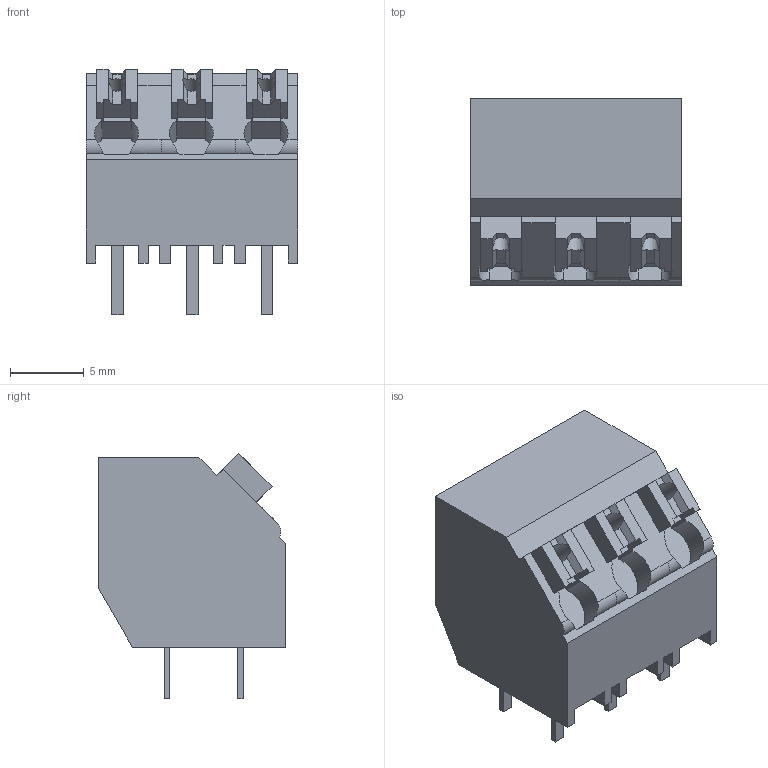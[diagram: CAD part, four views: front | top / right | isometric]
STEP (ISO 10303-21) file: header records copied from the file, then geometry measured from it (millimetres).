
FILE_DESCRIPTION(('CATIA V5 STEP Exchange','CAx-IF Rec.Pracs.--- Model Styling and Organization---1.2---2011-12-15'),'2;1');
FILE_NAME ('D1458440_0_1885030000_1885030000.stp','2018-03-20T13:46:53+00:00',('none'),('Weidmueller'),'CATIA Version 5-6 Release 2014','CATIA V5 STEP AP214','none');
FILE_SCHEMA(('AUTOMOTIVE_DESIGN { 1 0 10303 214 1 1 1 1 }'));
Length unit declared in the file: millimetre
Products named in the file (1): 1885030000
Bounding box: 14.36 x 12.7 x 16.66 mm (x, y, z)
Volume: 1667.5 mm3; surface area: 1769.8 mm2
Topology: 10 solids, 10 shells, 218 faces, 587 edges, 391 vertices
Faces by surface type: plane 200, cylinder 18
Entity records: 6453 total; most frequent: CARTESIAN_POINT 1244, ORIENTED_EDGE 1174, DIRECTION 865, EDGE_CURVE 587, VECTOR 523, LINE 523, VERTEX_POINT 391, EDGE_LOOP 226
